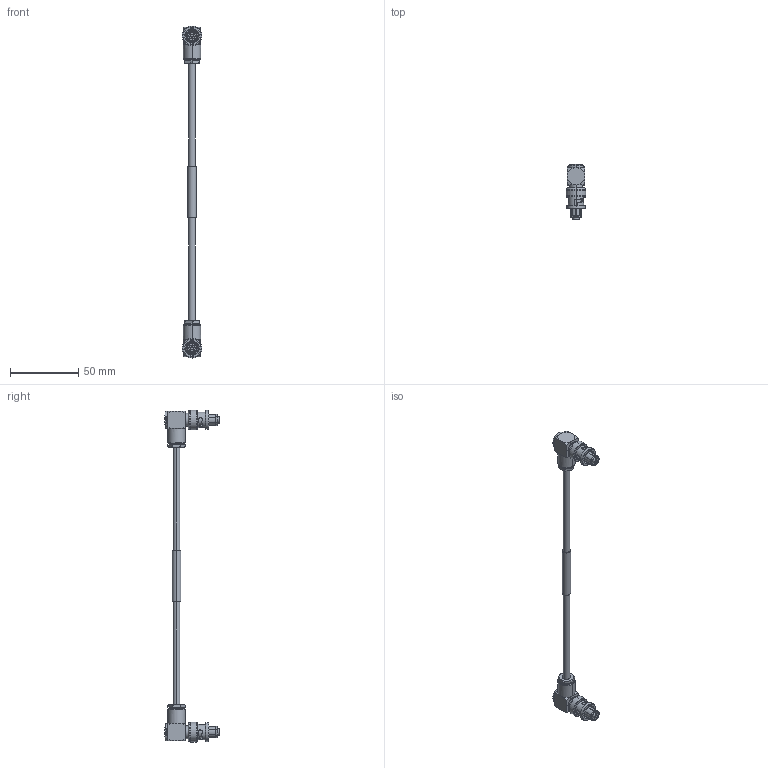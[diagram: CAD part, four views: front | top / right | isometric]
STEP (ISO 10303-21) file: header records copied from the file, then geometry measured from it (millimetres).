
FILE_DESCRIPTION (( 'STEP AP214' ), '1' );
FILE_NAME ('FMCA3147_3D.step', '2023-02-28T21:14:03', ( '' ), ( '' ), 'SwSTEP 2.0', 'SolidWorks 2022', '' );
FILE_SCHEMA (( 'AUTOMOTIVE_DESIGN' ));
Length unit declared in the file: inch
Products named in the file (10): RG58CU^FMCA3147_RG58; Copy of PE45849-F_NUT^FMCN45850; FMCN45850; Copy of PE45848-2_CAP^FMCN45850; Copy of PE45849-C_CLAMP^FMCN45850; Copy of PE45849-D_GASKET^FMCN45850; Copy of PE45849-A_CONN^FMCN45850; Copy of PE45849-B_WASHER^FMCN45850; FMCA3147_3D; Copy of PE45849-E_WASHER^FMCN45850
Assembly tree (10 placements, depth 3):
  FMCA3147_3D
    RG58CU^FMCA3147_RG58
    FMCN45850  x2
      Copy of PE45849-A_CONN^FMCN45850
      Copy of PE45849-B_WASHER^FMCN45850
      Copy of PE45849-C_CLAMP^FMCN45850
      Copy of PE45849-D_GASKET^FMCN45850
      Copy of PE45849-E_WASHER^FMCN45850
      Copy of PE45849-F_NUT^FMCN45850
      Copy of PE45848-2_CAP^FMCN45850
Bounding box: 14.5 x 40.11 x 244 mm (x, y, z)
Volume: 13923.2 mm3; surface area: 14755.4 mm2
Topology: 15 solids, 15 shells, 464 faces, 1104 edges, 704 vertices
Faces by surface type: plane 182, cylinder 158, cone 84, sphere 20, torus 20
Entity records: 8273 total; most frequent: CARTESIAN_POINT 2137, DIRECTION 1260, ORIENTED_EDGE 1122, EDGE_CURVE 561, AXIS2_PLACEMENT_3D 520, VERTEX_POINT 358, EDGE_LOOP 271, CIRCLE 269
